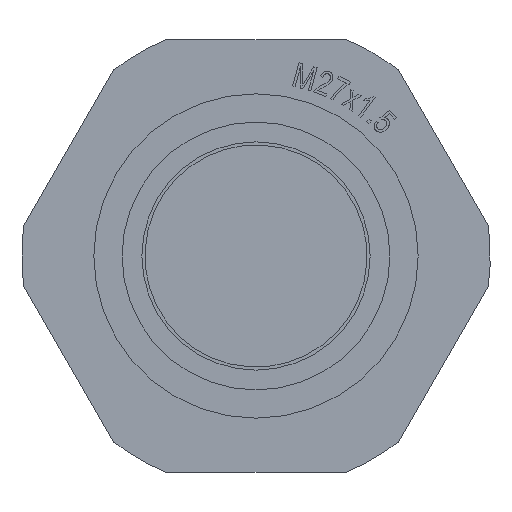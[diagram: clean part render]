
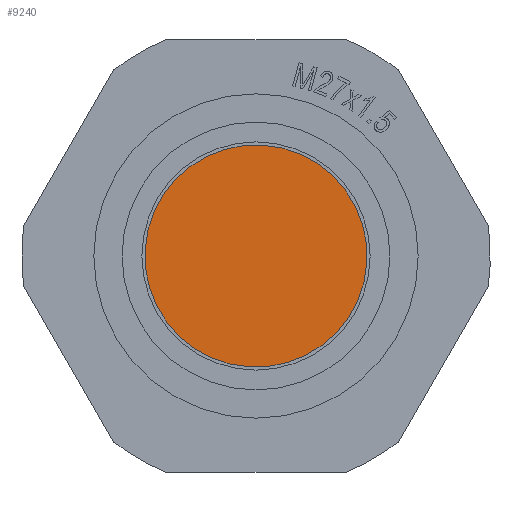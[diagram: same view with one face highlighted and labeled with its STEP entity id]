
A CAD part, front view. The second image highlights one B-rep face of the part: STEP entity #9240.
In plain terms, the highlighted planar face has unit normal (0, -1, 0).
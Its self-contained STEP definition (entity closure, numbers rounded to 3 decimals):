
#881 = CARTESIAN_POINT ( 'NONE',  ( 0., 40.9, 0. ) ) ;
#899 = CARTESIAN_POINT ( 'NONE',  ( 0., 40.9, 0. ) ) ;
#1665 = CIRCLE ( 'NONE', #9247, 9.25 ) ;
#2017 = DIRECTION ( 'NONE',  ( -0.895, 0., -0.446 ) ) ;
#2516 = AXIS2_PLACEMENT_3D ( 'NONE', #899, #5390, #13080 ) ;
#2721 = EDGE_LOOP ( 'NONE', ( #12707, #8059 ) ) ;
#3053 = CARTESIAN_POINT ( 'NONE',  ( -8.278, 40.9, -4.128 ) ) ;
#5236 = EDGE_CURVE ( 'NONE', #11114, #5643, #13605, .T. ) ;
#5390 = DIRECTION ( 'NONE',  ( 0., 1., 0. ) ) ;
#5640 = DIRECTION ( 'NONE',  ( 0., -1., 0. ) ) ;
#5643 = VERTEX_POINT ( 'NONE', #6212 ) ;
#6212 = CARTESIAN_POINT ( 'NONE',  ( 8.278, 40.9, 4.128 ) ) ;
#7099 = FACE_OUTER_BOUND ( 'NONE', #2721, .T. ) ;
#8059 = ORIENTED_EDGE ( 'NONE', *, *, #5236, .T. ) ;
#8666 = DIRECTION ( 'NONE',  ( 0., -1., 0. ) ) ;
#9240 = ADVANCED_FACE ( 'NONE', ( #7099 ), #11991, .F. ) ;
#9247 = AXIS2_PLACEMENT_3D ( 'NONE', #881, #8666, #2017 ) ;
#11114 = VERTEX_POINT ( 'NONE', #3053 ) ;
#11671 = EDGE_CURVE ( 'NONE', #5643, #11114, #1665, .T. ) ;
#11991 = PLANE ( 'NONE',  #2516 ) ;
#12249 = CARTESIAN_POINT ( 'NONE',  ( 0., 40.9, 0. ) ) ;
#12343 = AXIS2_PLACEMENT_3D ( 'NONE', #12249, #5640, #13328 ) ;
#12707 = ORIENTED_EDGE ( 'NONE', *, *, #11671, .T. ) ;
#13080 = DIRECTION ( 'NONE',  ( -0.895, 0., -0.446 ) ) ;
#13328 = DIRECTION ( 'NONE',  ( -0.895, 0., -0.446 ) ) ;
#13605 = CIRCLE ( 'NONE', #12343, 9.25 ) ;
